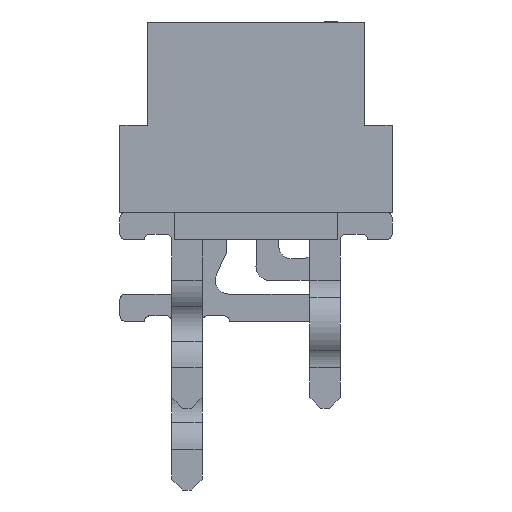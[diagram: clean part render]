
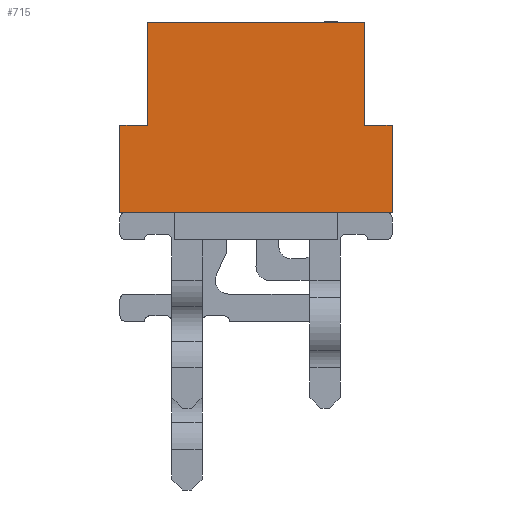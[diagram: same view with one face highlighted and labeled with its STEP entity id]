
A CAD part, left-side view. The second image highlights one B-rep face of the part: STEP entity #715.
In plain terms, the highlighted planar face has unit normal (-1, 0, 0).
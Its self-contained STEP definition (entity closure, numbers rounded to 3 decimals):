
#715 = ADVANCED_FACE( '', ( #1712 ), #1713, .F. );
#1712 = FACE_OUTER_BOUND( '', #2966, .T. );
#1713 = PLANE( '', #2967 );
#2966 = EDGE_LOOP( '', ( #5342, #5343, #5344, #5345, #5346, #5347, #5348, #5349 ) );
#2967 = AXIS2_PLACEMENT_3D( '', #5350, #5351, #5352 );
#5342 = ORIENTED_EDGE( '', *, *, #8735, .T. );
#5343 = ORIENTED_EDGE( '', *, *, #8736, .F. );
#5344 = ORIENTED_EDGE( '', *, *, #8737, .F. );
#5345 = ORIENTED_EDGE( '', *, *, #8738, .F. );
#5346 = ORIENTED_EDGE( '', *, *, #8167, .T. );
#5347 = ORIENTED_EDGE( '', *, *, #8739, .T. );
#5348 = ORIENTED_EDGE( '', *, *, #8245, .F. );
#5349 = ORIENTED_EDGE( '', *, *, #8740, .T. );
#5350 = CARTESIAN_POINT( '', ( -9.92, 2.5, 1.6 ) );
#5351 = DIRECTION( '', ( 1., 0., 0. ) );
#5352 = DIRECTION( '', ( 0., 0., -1. ) );
#8167 = EDGE_CURVE( '', #10122, #10142, #10144, .T. );
#8245 = EDGE_CURVE( '', #10271, #10266, #10273, .T. );
#8735 = EDGE_CURVE( '', #11027, #11028, #11029, .T. );
#8736 = EDGE_CURVE( '', #11030, #11028, #11031, .T. );
#8737 = EDGE_CURVE( '', #11032, #11030, #11033, .T. );
#8738 = EDGE_CURVE( '', #10122, #11032, #11034, .T. );
#8739 = EDGE_CURVE( '', #10142, #10266, #11035, .T. );
#8740 = EDGE_CURVE( '', #10271, #11027, #11036, .T. );
#10122 = VERTEX_POINT( '', #13205 );
#10142 = VERTEX_POINT( '', #13235 );
#10144 = LINE( '', #13238, #13239 );
#10266 = VERTEX_POINT( '', #13420 );
#10271 = VERTEX_POINT( '', #13427 );
#10273 = LINE( '', #13430, #13431 );
#11027 = VERTEX_POINT( '', #14561 );
#11028 = VERTEX_POINT( '', #14562 );
#11029 = LINE( '', #14563, #14564 );
#11030 = VERTEX_POINT( '', #14565 );
#11031 = LINE( '', #14566, #14567 );
#11032 = VERTEX_POINT( '', #14568 );
#11033 = LINE( '', #14569, #14570 );
#11034 = LINE( '', #14571, #14572 );
#11035 = LINE( '', #14573, #14574 );
#11036 = LINE( '', #14575, #14576 );
#13205 = CARTESIAN_POINT( '', ( -9.92, -2., 3.5 ) );
#13235 = CARTESIAN_POINT( '', ( -9.92, 2., 3.5 ) );
#13238 = CARTESIAN_POINT( '', ( -9.92, -2., 3.5 ) );
#13239 = VECTOR( '', #16213, 1000. );
#13420 = CARTESIAN_POINT( '', ( -9.92, 2., 1.6 ) );
#13427 = CARTESIAN_POINT( '', ( -9.92, 2.5, 1.6 ) );
#13430 = CARTESIAN_POINT( '', ( -9.92, 2.5, 1.6 ) );
#13431 = VECTOR( '', #16276, 1000. );
#14561 = CARTESIAN_POINT( '', ( -9.92, 2.5, 0. ) );
#14562 = CARTESIAN_POINT( '', ( -9.92, -2.5, 0. ) );
#14563 = CARTESIAN_POINT( '', ( -9.92, 2.5, 0. ) );
#14564 = VECTOR( '', #16671, 1000. );
#14565 = CARTESIAN_POINT( '', ( -9.92, -2.5, 1.6 ) );
#14566 = CARTESIAN_POINT( '', ( -9.92, -2.5, 1.6 ) );
#14567 = VECTOR( '', #16672, 1000. );
#14568 = CARTESIAN_POINT( '', ( -9.92, -2., 1.6 ) );
#14569 = CARTESIAN_POINT( '', ( -9.92, 2.5, 1.6 ) );
#14570 = VECTOR( '', #16673, 1000. );
#14571 = CARTESIAN_POINT( '', ( -9.92, -2., 3.5 ) );
#14572 = VECTOR( '', #16674, 1000. );
#14573 = CARTESIAN_POINT( '', ( -9.92, 2., 3.5 ) );
#14574 = VECTOR( '', #16675, 1000. );
#14575 = CARTESIAN_POINT( '', ( -9.92, 2.5, 1.6 ) );
#14576 = VECTOR( '', #16676, 1000. );
#16213 = DIRECTION( '', ( 0., 1., 0. ) );
#16276 = DIRECTION( '', ( 0., -1., 0. ) );
#16671 = DIRECTION( '', ( 0., -1., 0. ) );
#16672 = DIRECTION( '', ( 0., 0., -1. ) );
#16673 = DIRECTION( '', ( 0., -1., 0. ) );
#16674 = DIRECTION( '', ( 0., 0., -1. ) );
#16675 = DIRECTION( '', ( 0., 0., -1. ) );
#16676 = DIRECTION( '', ( 0., 0., -1. ) );
